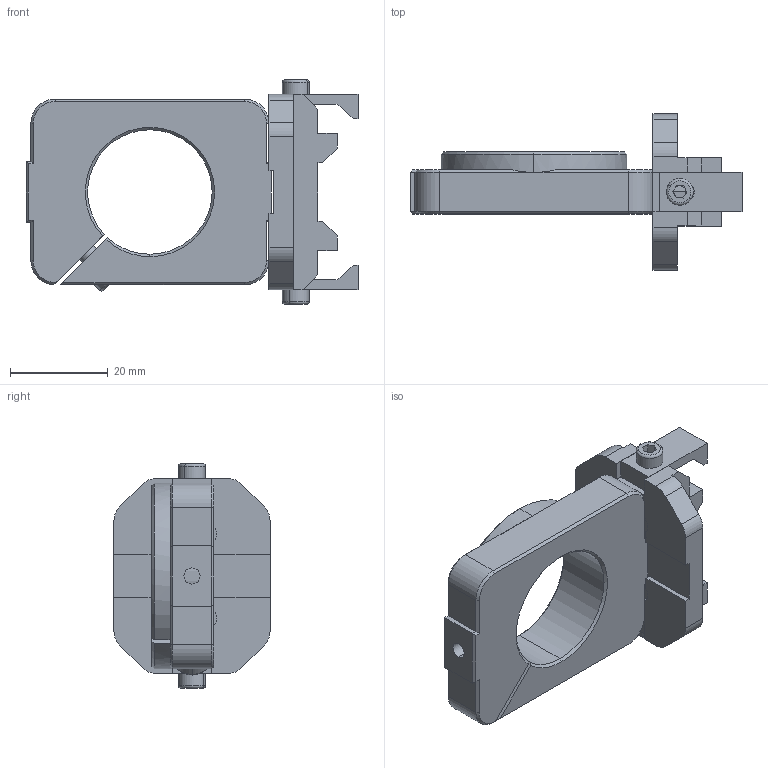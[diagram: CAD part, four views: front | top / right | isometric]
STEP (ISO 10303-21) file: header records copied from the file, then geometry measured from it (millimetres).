
FILE_DESCRIPTION (( 'STEP AP203' ), '1' );
FILE_NAME ('24CSH-30(M).STEP', '2026-03-03T03:08:25', ( '' ), ( '' ), 'SwSTEP 2.0', 'SolidWorks 2024', '' );
FILE_SCHEMA (( 'CONFIG_CONTROL_DESIGN' ));
Length unit declared in the file: millimetre
Products named in the file (1): 24CSH-30(M)
Bounding box: 68.04 x 32 x 46 mm (x, y, z)
Surface area: 11180.9 mm2 (no closed solid volume)
Topology: 0 solids, 9 shells, 201 faces, 595 edges, 392 vertices
Faces by surface type: plane 127, cylinder 48, cone 18, torus 8
Entity records: 6703 total; most frequent: CARTESIAN_POINT 1240, DIRECTION 1132, ORIENTED_EDGE 1052, EDGE_CURVE 595, LINE 428, VECTOR 428, VERTEX_POINT 392, AXIS2_PLACEMENT_3D 352
